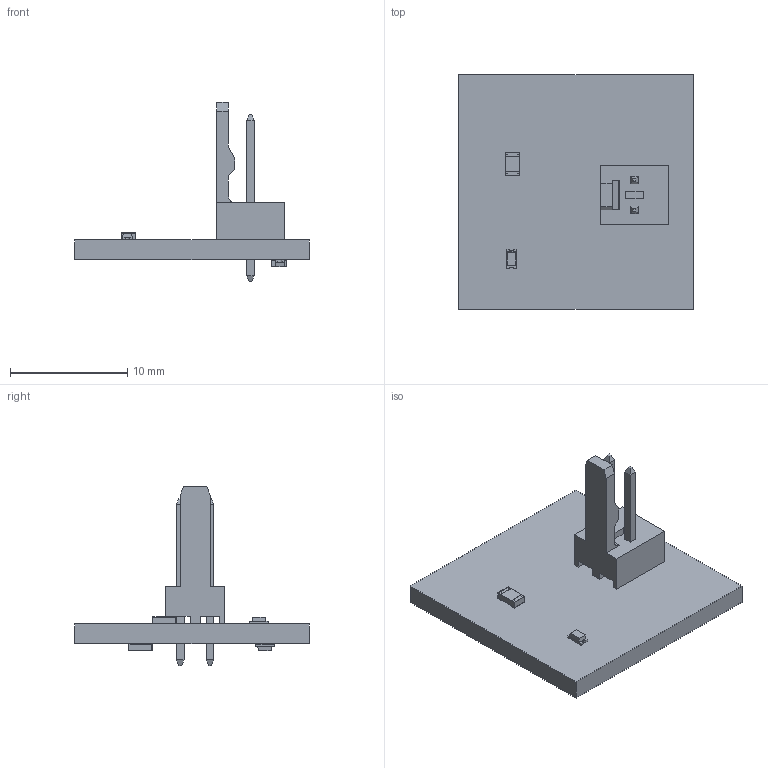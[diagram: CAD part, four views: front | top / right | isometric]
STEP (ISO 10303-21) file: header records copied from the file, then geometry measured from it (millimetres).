
FILE_DESCRIPTION(('Open CASCADE Model'),'2;1');
FILE_NAME('Open CASCADE Shape Model','2025-08-04T13:39:31',('Author'),( 'Open CASCADE'),'Open CASCADE STEP processor 7.5','Open CASCADE 7.5' ,'Unknown');
FILE_SCHEMA(('AUTOMOTIVE_DESIGN { 1 0 10303 214 1 1 1 1 }'));
Length unit declared in the file: millimetre
Products named in the file (13): PCB; Board; Open CASCADE STEP translator 7.5 2.1.1; D2; LSM0603453V; R2; RESC2012X60N; D1; R1; J1; 022272021; Open CASCADE STEP translator 7.5 2.6.1.1; Open CASCADE STEP translator 7.5 2.6.1.2
Assembly tree (14 placements, depth 4):
  PCB
    Board
      Open CASCADE STEP translator 7.5 2.1.1
    D2
      LSM0603453V
    R2
      RESC2012X60N
    D1
      LSM0603453V
    R1
      RESC2012X60N
    J1
      022272021
        Open CASCADE STEP translator 7.5 2.6.1.1
        Open CASCADE STEP translator 7.5 2.6.1.2
Bounding box: 20 x 20 x 15.26 mm (x, y, z)
Volume: 791.5 mm3; surface area: 1249.6 mm2
Topology: 12 solids, 12 shells, 217 faces, 547 edges, 362 vertices
Faces by surface type: plane 210, cylinder 7
Entity records: 4694 total; most frequent: CARTESIAN_POINT 761, ORIENTED_EDGE 716, DIRECTION 692, EDGE_CURVE 358, LINE 350, VECTOR 350, VERTEX_POINT 232, AXIS2_PLACEMENT_3D 171
